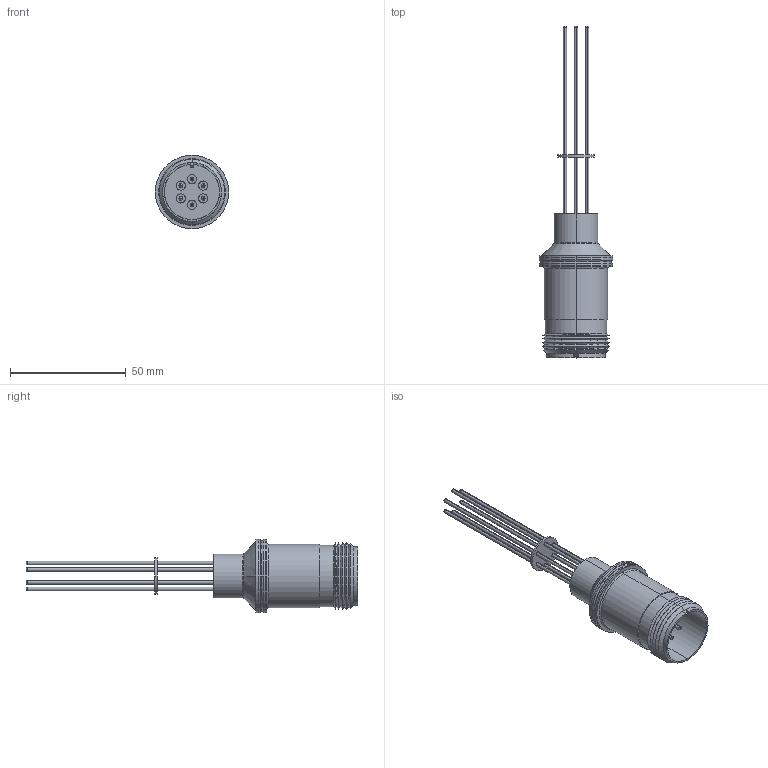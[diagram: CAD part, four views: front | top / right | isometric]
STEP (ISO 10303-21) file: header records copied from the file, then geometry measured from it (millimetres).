
FILE_DESCRIPTION (( 'STEP AP203' ), '1' );
FILE_NAME ('A3526-1-W.STEP', '2013-03-26T12:10:02', ( '' ), ( '' ), 'SwSTEP 2.0', 'SolidWorks 2012', '' );
FILE_SCHEMA (( 'CONFIG_CONTROL_DESIGN' ));
Length unit declared in the file: inch
Products named in the file (1): A3526-1-W
Bounding box: 31.75 x 143.38 x 31.75 mm (x, y, z)
Volume: 12150.7 mm3; surface area: 24415.9 mm2
Topology: 24 solids, 24 shells, 338 faces, 728 edges, 463 vertices
Faces by surface type: cylinder 154, plane 85, torus 50, cone 49
Entity records: 10225 total; most frequent: CARTESIAN_POINT 2332, DIRECTION 1847, ORIENTED_EDGE 1456, AXIS2_PLACEMENT_3D 812, EDGE_CURVE 728, CIRCLE 473, VERTEX_POINT 463, EDGE_LOOP 419
